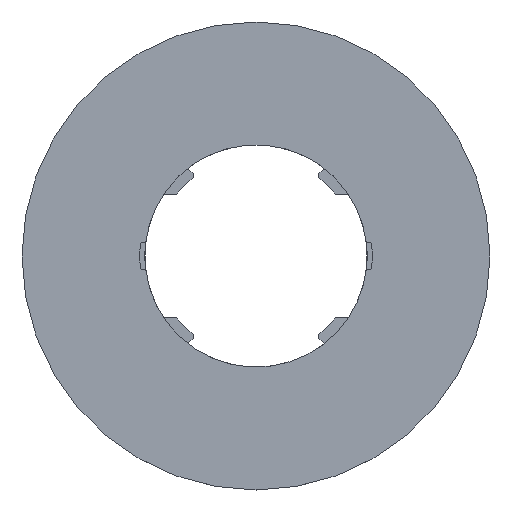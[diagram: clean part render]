
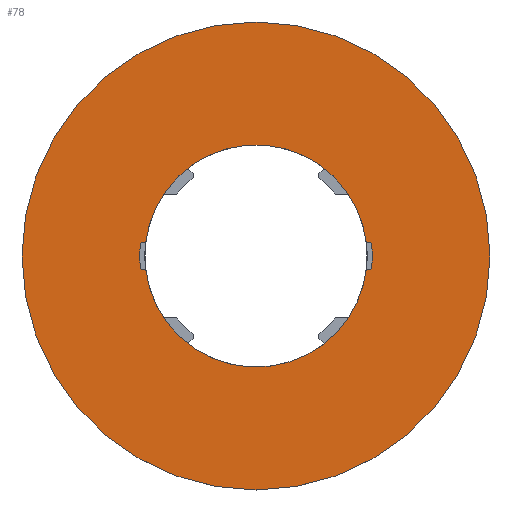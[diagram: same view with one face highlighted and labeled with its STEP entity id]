
A CAD part, top view. The second image highlights one B-rep face of the part: STEP entity #78.
In plain terms, the highlighted planar face has unit normal (0, 0, 1).
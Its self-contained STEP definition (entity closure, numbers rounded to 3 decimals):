
#44=FACE_BOUND('',#171,.T.);
#45=FACE_BOUND('',#172,.T.);
#52=PLANE('',#824);
#78=ADVANCED_FACE('',(#44,#45),#52,.F.);
#171=EDGE_LOOP('',(#383));
#172=EDGE_LOOP('',(#384,#385,#386,#387,#388,#389,#390,#391,#392,#393,#394,
#395,#396));
#229=LINE('',#1189,#297);
#230=LINE('',#1197,#298);
#231=LINE('',#1198,#299);
#232=LINE('',#1206,#300);
#297=VECTOR('',#942,1.);
#298=VECTOR('',#949,1.);
#299=VECTOR('',#950,1.);
#300=VECTOR('',#957,1.);
#383=ORIENTED_EDGE('',*,*,#677,.F.);
#384=ORIENTED_EDGE('',*,*,#678,.T.);
#385=ORIENTED_EDGE('',*,*,#679,.T.);
#386=ORIENTED_EDGE('',*,*,#680,.T.);
#387=ORIENTED_EDGE('',*,*,#681,.T.);
#388=ORIENTED_EDGE('',*,*,#682,.T.);
#389=ORIENTED_EDGE('',*,*,#669,.T.);
#390=ORIENTED_EDGE('',*,*,#683,.T.);
#391=ORIENTED_EDGE('',*,*,#684,.T.);
#392=ORIENTED_EDGE('',*,*,#685,.T.);
#393=ORIENTED_EDGE('',*,*,#686,.T.);
#394=ORIENTED_EDGE('',*,*,#687,.T.);
#395=ORIENTED_EDGE('',*,*,#674,.T.);
#396=ORIENTED_EDGE('',*,*,#673,.T.);
#590=VERTEX_POINT('',#1169);
#592=VERTEX_POINT('',#1172);
#595=VERTEX_POINT('',#1178);
#596=VERTEX_POINT('',#1180);
#597=VERTEX_POINT('',#1182);
#599=VERTEX_POINT('',#1188);
#600=VERTEX_POINT('',#1190);
#601=VERTEX_POINT('',#1192);
#602=VERTEX_POINT('',#1194);
#603=VERTEX_POINT('',#1196);
#604=VERTEX_POINT('',#1199);
#605=VERTEX_POINT('',#1201);
#606=VERTEX_POINT('',#1203);
#607=VERTEX_POINT('',#1205);
#669=EDGE_CURVE('',#592,#590,#764,.T.);
#673=EDGE_CURVE('',#596,#595,#766,.T.);
#674=EDGE_CURVE('',#597,#596,#767,.T.);
#677=EDGE_CURVE('',#599,#599,#769,.T.);
#678=EDGE_CURVE('',#595,#600,#229,.T.);
#679=EDGE_CURVE('',#600,#601,#770,.T.);
#680=EDGE_CURVE('',#601,#602,#771,.T.);
#681=EDGE_CURVE('',#602,#603,#772,.T.);
#682=EDGE_CURVE('',#603,#592,#230,.T.);
#683=EDGE_CURVE('',#590,#604,#231,.T.);
#684=EDGE_CURVE('',#604,#605,#773,.T.);
#685=EDGE_CURVE('',#605,#606,#774,.T.);
#686=EDGE_CURVE('',#606,#607,#775,.T.);
#687=EDGE_CURVE('',#607,#597,#232,.T.);
#764=CIRCLE('',#811,14.25);
#766=CIRCLE('',#813,14.25);
#767=CIRCLE('',#814,14.25);
#769=CIRCLE('',#817,30.);
#770=CIRCLE('',#818,0.3);
#771=CIRCLE('',#819,14.9);
#772=CIRCLE('',#820,0.3);
#773=CIRCLE('',#821,0.3);
#774=CIRCLE('',#822,14.9);
#775=CIRCLE('',#823,0.3);
#811=AXIS2_PLACEMENT_3D('',#1171,#925,#926);
#813=AXIS2_PLACEMENT_3D('',#1179,#931,#932);
#814=AXIS2_PLACEMENT_3D('',#1181,#933,#934);
#817=AXIS2_PLACEMENT_3D('',#1187,#940,#941);
#818=AXIS2_PLACEMENT_3D('',#1191,#943,#944);
#819=AXIS2_PLACEMENT_3D('',#1193,#945,#946);
#820=AXIS2_PLACEMENT_3D('',#1195,#947,#948);
#821=AXIS2_PLACEMENT_3D('',#1200,#951,#952);
#822=AXIS2_PLACEMENT_3D('',#1202,#953,#954);
#823=AXIS2_PLACEMENT_3D('',#1204,#955,#956);
#824=AXIS2_PLACEMENT_3D('',#1207,#958,#959);
#925=DIRECTION('',(0.,0.,-1.));
#926=DIRECTION('',(0.615,-0.789,0.));
#931=DIRECTION('',(0.,0.,-1.));
#932=DIRECTION('',(0.615,-0.789,0.));
#933=DIRECTION('',(0.,0.,-1.));
#934=DIRECTION('',(0.615,-0.789,0.));
#940=DIRECTION('',(0.,0.,-1.));
#941=DIRECTION('',(-1.,0.,0.));
#942=DIRECTION('',(-1.,0.,0.));
#943=DIRECTION('',(0.,0.,-1.));
#944=DIRECTION('',(-1.,0.,0.));
#945=DIRECTION('',(0.,0.,-1.));
#946=DIRECTION('',(1.,0.,0.));
#947=DIRECTION('',(0.,0.,-1.));
#948=DIRECTION('',(-1.,0.,0.));
#949=DIRECTION('',(1.,0.,0.));
#950=DIRECTION('',(1.,0.,0.));
#951=DIRECTION('',(0.,0.,-1.));
#952=DIRECTION('',(-1.,0.,0.));
#953=DIRECTION('',(0.,0.,-1.));
#954=DIRECTION('',(1.,0.,0.));
#955=DIRECTION('',(0.,0.,-1.));
#956=DIRECTION('',(-1.,0.,0.));
#957=DIRECTION('',(-1.,0.,0.));
#958=DIRECTION('',(0.,0.,-1.));
#959=DIRECTION('',(1.,0.,0.));
#1169=CARTESIAN_POINT('',(14.142,1.75,0.8));
#1171=CARTESIAN_POINT('',(0.,0.,0.8));
#1172=CARTESIAN_POINT('',(-14.142,1.75,0.8));
#1178=CARTESIAN_POINT('',(-14.142,-1.75,0.8));
#1179=CARTESIAN_POINT('',(0.,0.,0.8));
#1180=CARTESIAN_POINT('',(11.894,-7.849,0.8));
#1181=CARTESIAN_POINT('',(0.,0.,0.8));
#1182=CARTESIAN_POINT('',(14.142,-1.75,0.8));
#1187=CARTESIAN_POINT('',(0.,0.,0.8));
#1188=CARTESIAN_POINT('',(30.,0.,0.8));
#1189=CARTESIAN_POINT('',(14.142,-1.75,0.8));
#1190=CARTESIAN_POINT('',(-14.528,-1.75,0.8));
#1191=CARTESIAN_POINT('',(-14.528,-1.45,0.8));
#1192=CARTESIAN_POINT('',(-14.826,-1.48,0.8));
#1193=CARTESIAN_POINT('',(0.,0.,0.8));
#1194=CARTESIAN_POINT('',(-14.826,1.48,0.8));
#1195=CARTESIAN_POINT('',(-14.528,1.45,0.8));
#1196=CARTESIAN_POINT('',(-14.528,1.75,0.8));
#1197=CARTESIAN_POINT('',(14.142,1.75,0.8));
#1198=CARTESIAN_POINT('',(14.142,1.75,0.8));
#1199=CARTESIAN_POINT('',(14.528,1.75,0.8));
#1200=CARTESIAN_POINT('',(14.528,1.45,0.8));
#1201=CARTESIAN_POINT('',(14.826,1.48,0.8));
#1202=CARTESIAN_POINT('',(0.,0.,0.8));
#1203=CARTESIAN_POINT('',(14.826,-1.48,0.8));
#1204=CARTESIAN_POINT('',(14.528,-1.45,0.8));
#1205=CARTESIAN_POINT('',(14.528,-1.75,0.8));
#1206=CARTESIAN_POINT('',(14.142,-1.75,0.8));
#1207=CARTESIAN_POINT('',(0.,0.,0.8));
